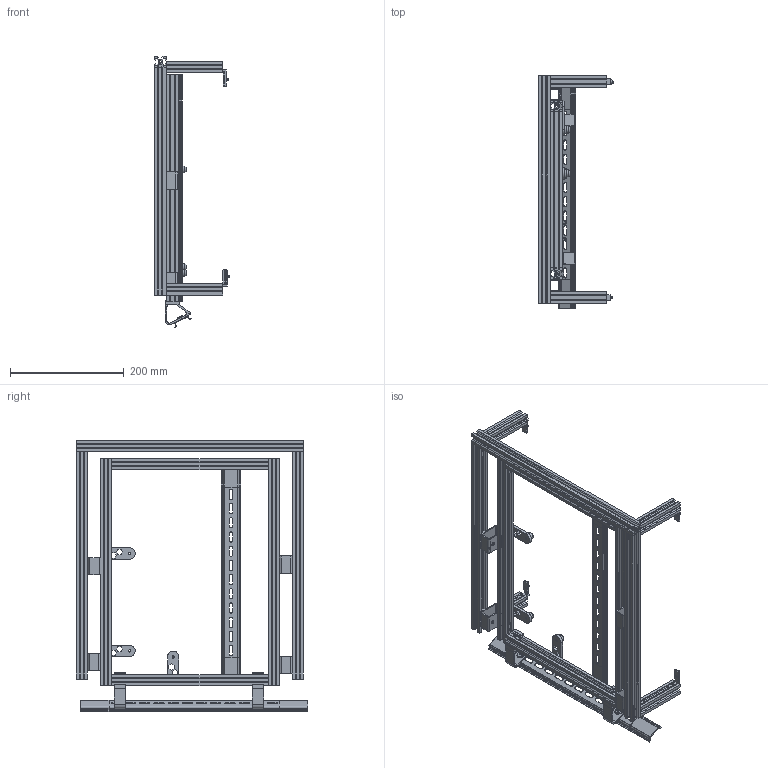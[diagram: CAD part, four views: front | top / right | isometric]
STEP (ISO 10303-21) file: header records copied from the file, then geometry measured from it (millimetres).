
FILE_DESCRIPTION(('FreeCAD Model'),'2;1');
FILE_NAME('Open CASCADE Shape Model','2023-07-06T22:29:56',(''),(''), 'Open CASCADE STEP processor 7.6','FreeCAD','Unknown');
FILE_SCHEMA(('AUTOMOTIVE_DESIGN { 1 0 10303 214 1 1 1 1 }'));
Length unit declared in the file: millimetre
Products named in the file (23): _10a_ElectroDrawer; V-Slot_20x20x4001_001; V-Slot_20x20x4001_002; V-Slot_20x20x4001_003; Vslot_Lshape90_001; Vslot_Lshape90_002; V-Slot_20x20x100_001; V-Slot_20x20x100_002; V-Slot_20x20x100_003; V-Slot_20x20x100_004; Vslot_Lshape90_003; Vslot_Lshape90_004; Vslot_Lshape90_005; Vslot_Lshape90_006; Vslot_Lshape90_007; Vslot_Lshape90_008; Vslot_Lshape90_009; Vslot_Lshape90_010; Part; BV_001a_glissiere_001; M3x8-Screw; T_nutM3_for_V-slot_001; 911a_DrawerIn_001
Assembly tree (25 placements, depth 3):
  _10a_ElectroDrawer
    V-Slot_20x20x4001_001
    V-Slot_20x20x4001_002
    V-Slot_20x20x4001_003
    Vslot_Lshape90_001
    Vslot_Lshape90_002
    V-Slot_20x20x100_001
    V-Slot_20x20x100_002
    V-Slot_20x20x100_003
    V-Slot_20x20x100_004
    Vslot_Lshape90_003
    Vslot_Lshape90_004
    Vslot_Lshape90_005
    Vslot_Lshape90_006
    Vslot_Lshape90_007
    Vslot_Lshape90_008
    Vslot_Lshape90_009
    Vslot_Lshape90_010
    Part  x4
      BV_001a_glissiere_001
      M3x8-Screw
      T_nutM3_for_V-slot_001
    911a_DrawerIn_001
Bounding box: 131.39 x 407.9 x 477.47 mm (x, y, z)
Volume: 659463.6 mm3; surface area: 658439.6 mm2
Topology: 86 solids, 86 shells, 2747 faces, 6692 edges, 4156 vertices
Faces by surface type: plane 2287, cylinder 300, cone 152, revolution 8
Full cylindrical faces by diameter (mm): 2.5 x4, 3 x4, 3.3 x59, 3.4 x6, 4 x35, 4.2 x11, 5.5 x4, 6 x4, 10.593 x2, 12 x3
Entity records: 75124 total; most frequent: CARTESIAN_POINT 12446, ORIENTED_EDGE 12220, DIRECTION 12117, EDGE_CURVE 6110, LINE 5161, VECTOR 5161, VERTEX_POINT 3784, AXIS2_PLACEMENT_3D 3477
